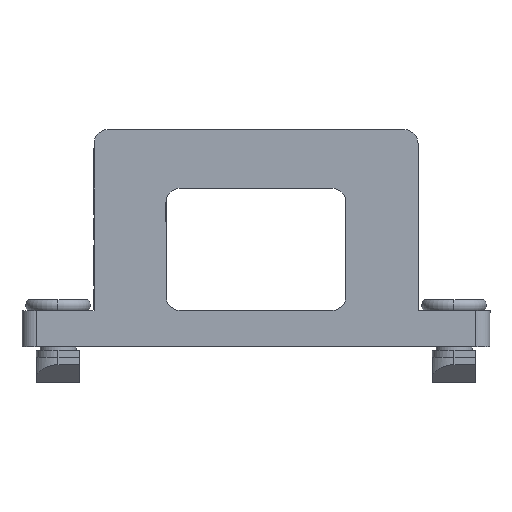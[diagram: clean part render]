
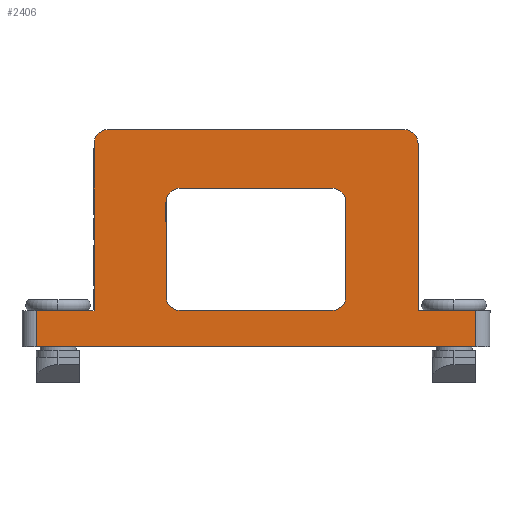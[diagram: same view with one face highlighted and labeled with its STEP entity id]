
A CAD part, front view. The second image highlights one B-rep face of the part: STEP entity #2406.
In plain terms, the highlighted planar face has unit normal (0, -1, 0).
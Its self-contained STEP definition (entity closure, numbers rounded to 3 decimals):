
#15 = DIRECTION ( 'NONE',  ( 0., 0., 1. ) ) ;
#95 = DIRECTION ( 'NONE',  ( 0., 0., -1. ) ) ;
#154 = DIRECTION ( 'NONE',  ( -1., 0., 0. ) ) ;
#184 = CARTESIAN_POINT ( 'NONE',  ( 33., 0., 28.175 ) ) ;
#201 = CIRCLE ( 'NONE', #317, 2. ) ;
#214 = DIRECTION ( 'NONE',  ( 0., 0., 1. ) ) ;
#317 = AXIS2_PLACEMENT_3D ( 'NONE', #2400, #1932, #875 ) ;
#337 = AXIS2_PLACEMENT_3D ( 'NONE', #1682, #488, #4944 ) ;
#344 = DIRECTION ( 'NONE',  ( -1., 0., 0. ) ) ;
#389 = DIRECTION ( 'NONE',  ( 0., 0., 1. ) ) ;
#444 = VECTOR ( 'NONE', #1035, 1000. ) ;
#488 = DIRECTION ( 'NONE',  ( 0., -1., 0. ) ) ;
#554 = VECTOR ( 'NONE', #3703, 1000. ) ;
#672 = ORIENTED_EDGE ( 'NONE', *, *, #1681, .F. ) ;
#754 = CARTESIAN_POINT ( 'NONE',  ( 35., 0., 28.175 ) ) ;
#813 = DIRECTION ( 'NONE',  ( 0., 1., 0. ) ) ;
#860 = CARTESIAN_POINT ( 'NONE',  ( -10., 0., 28.175 ) ) ;
#875 = DIRECTION ( 'NONE',  ( 0., 0., 1. ) ) ;
#900 = AXIS2_PLACEMENT_3D ( 'NONE', #5638, #813, #214 ) ;
#915 = CARTESIAN_POINT ( 'NONE',  ( 23., 0., 22. ) ) ;
#956 = DIRECTION ( 'NONE',  ( 0., 1., 0. ) ) ;
#1006 = VERTEX_POINT ( 'NONE', #3427 ) ;
#1035 = DIRECTION ( 'NONE',  ( -1., 0., 0. ) ) ;
#1084 = EDGE_CURVE ( 'NONE', #7000, #1205, #3326, .T. ) ;
#1205 = VERTEX_POINT ( 'NONE', #4606 ) ;
#1221 = DIRECTION ( 'NONE',  ( 0., 0., 1. ) ) ;
#1225 = VERTEX_POINT ( 'NONE', #2486 ) ;
#1235 = LINE ( 'NONE', #5083, #2847 ) ;
#1337 = VECTOR ( 'NONE', #5505, 1000. ) ;
#1354 = CARTESIAN_POINT ( 'NONE',  ( 0., 0., 5. ) ) ;
#1365 = AXIS2_PLACEMENT_3D ( 'NONE', #184, #6757, #6250 ) ;
#1413 = CARTESIAN_POINT ( 'NONE',  ( 0., 0., 20. ) ) ;
#1431 = CARTESIAN_POINT ( 'NONE',  ( 35., 0., 5. ) ) ;
#1499 = VECTOR ( 'NONE', #344, 1000. ) ;
#1580 = ORIENTED_EDGE ( 'NONE', *, *, #2115, .T. ) ;
#1653 = VERTEX_POINT ( 'NONE', #754 ) ;
#1681 = EDGE_CURVE ( 'NONE', #3425, #5488, #1235, .T. ) ;
#1682 = CARTESIAN_POINT ( 'NONE',  ( -8., 0., 28.175 ) ) ;
#1696 = FACE_BOUND ( 'NONE', #6696, .T. ) ;
#1766 = CARTESIAN_POINT ( 'NONE',  ( 25., 0., 0. ) ) ;
#1932 = DIRECTION ( 'NONE',  ( 0., 1., 0. ) ) ;
#2022 = VERTEX_POINT ( 'NONE', #4678 ) ;
#2062 = VERTEX_POINT ( 'NONE', #5711 ) ;
#2115 = EDGE_CURVE ( 'NONE', #4868, #1205, #3148, .T. ) ;
#2163 = VECTOR ( 'NONE', #389, 1000. ) ;
#2169 = DIRECTION ( 'NONE',  ( 0., 0., 1. ) ) ;
#2204 = VECTOR ( 'NONE', #6892, 1000. ) ;
#2268 = VERTEX_POINT ( 'NONE', #2744 ) ;
#2270 = EDGE_CURVE ( 'NONE', #3035, #5488, #5248, .T. ) ;
#2287 = VERTEX_POINT ( 'NONE', #5032 ) ;
#2331 = LINE ( 'NONE', #5021, #4223 ) ;
#2338 = PLANE ( 'NONE',  #3642 ) ;
#2379 = VECTOR ( 'NONE', #6352, 1000. ) ;
#2400 = CARTESIAN_POINT ( 'NONE',  ( 2., 0., 7. ) ) ;
#2406 = ADVANCED_FACE ( 'NONE', ( #1696, #6673 ), #2338, .F. ) ;
#2449 = VERTEX_POINT ( 'NONE', #3520 ) ;
#2486 = CARTESIAN_POINT ( 'NONE',  ( 0., 0., 7. ) ) ;
#2521 = LINE ( 'NONE', #3432, #2204 ) ;
#2631 = EDGE_CURVE ( 'NONE', #2287, #1006, #5318, .T. ) ;
#2737 = EDGE_CURVE ( 'NONE', #7000, #5884, #2331, .T. ) ;
#2744 = CARTESIAN_POINT ( 'NONE',  ( 23., 0., 5. ) ) ;
#2775 = ORIENTED_EDGE ( 'NONE', *, *, #4662, .T. ) ;
#2799 = CARTESIAN_POINT ( 'NONE',  ( 25., 0., 5. ) ) ;
#2807 = ORIENTED_EDGE ( 'NONE', *, *, #2838, .F. ) ;
#2838 = EDGE_CURVE ( 'NONE', #3035, #1225, #5161, .T. ) ;
#2847 = VECTOR ( 'NONE', #154, 1000. ) ;
#2855 = EDGE_CURVE ( 'NONE', #5459, #1225, #201, .T. ) ;
#2942 = CARTESIAN_POINT ( 'NONE',  ( 25., 0., 0. ) ) ;
#3035 = VERTEX_POINT ( 'NONE', #1413 ) ;
#3085 = VECTOR ( 'NONE', #3551, 1000. ) ;
#3148 = LINE ( 'NONE', #4607, #2379 ) ;
#3310 = AXIS2_PLACEMENT_3D ( 'NONE', #7074, #4321, #2169 ) ;
#3326 = LINE ( 'NONE', #4999, #1337 ) ;
#3407 = LINE ( 'NONE', #2942, #4820 ) ;
#3425 = VERTEX_POINT ( 'NONE', #915 ) ;
#3427 = CARTESIAN_POINT ( 'NONE',  ( 43., 0., 5. ) ) ;
#3432 = CARTESIAN_POINT ( 'NONE',  ( 0., 0., 5. ) ) ;
#3520 = CARTESIAN_POINT ( 'NONE',  ( 25., 0., 7. ) ) ;
#3538 = EDGE_CURVE ( 'NONE', #2449, #2062, #4943, .T. ) ;
#3551 = DIRECTION ( 'NONE',  ( 0., 0., -1. ) ) ;
#3588 = ORIENTED_EDGE ( 'NONE', *, *, #5961, .T. ) ;
#3619 = DIRECTION ( 'NONE',  ( 0., 0., 1. ) ) ;
#3634 = ORIENTED_EDGE ( 'NONE', *, *, #4202, .T. ) ;
#3642 = AXIS2_PLACEMENT_3D ( 'NONE', #1766, #5067, #1221 ) ;
#3667 = ORIENTED_EDGE ( 'NONE', *, *, #4429, .T. ) ;
#3703 = DIRECTION ( 'NONE',  ( 0., 0., -1. ) ) ;
#3844 = ORIENTED_EDGE ( 'NONE', *, *, #6144, .F. ) ;
#4007 = VERTEX_POINT ( 'NONE', #4608 ) ;
#4109 = VECTOR ( 'NONE', #15, 1000. ) ;
#4202 = EDGE_CURVE ( 'NONE', #3425, #2062, #6634, .T. ) ;
#4223 = VECTOR ( 'NONE', #95, 1000. ) ;
#4269 = ORIENTED_EDGE ( 'NONE', *, *, #2270, .T. ) ;
#4321 = DIRECTION ( 'NONE',  ( 0., 1., 0. ) ) ;
#4382 = EDGE_CURVE ( 'NONE', #1653, #5806, #5319, .T. ) ;
#4429 = EDGE_CURVE ( 'NONE', #2022, #4007, #7067, .T. ) ;
#4606 = CARTESIAN_POINT ( 'NONE',  ( -10., 0., 5. ) ) ;
#4607 = CARTESIAN_POINT ( 'NONE',  ( -10., 0., 30.175 ) ) ;
#4608 = CARTESIAN_POINT ( 'NONE',  ( -8., 0., 30.175 ) ) ;
#4637 = ORIENTED_EDGE ( 'NONE', *, *, #6107, .T. ) ;
#4662 = EDGE_CURVE ( 'NONE', #2449, #2268, #4806, .T. ) ;
#4674 = ORIENTED_EDGE ( 'NONE', *, *, #2631, .T. ) ;
#4678 = CARTESIAN_POINT ( 'NONE',  ( 33., 0., 30.175 ) ) ;
#4698 = CARTESIAN_POINT ( 'NONE',  ( 35., 0., 5. ) ) ;
#4806 = CIRCLE ( 'NONE', #6285, 2. ) ;
#4820 = VECTOR ( 'NONE', #5118, 1000. ) ;
#4840 = LINE ( 'NONE', #4698, #1499 ) ;
#4868 = VERTEX_POINT ( 'NONE', #860 ) ;
#4901 = EDGE_CURVE ( 'NONE', #1653, #2022, #5152, .T. ) ;
#4917 = EDGE_LOOP ( 'NONE', ( #5527, #6678, #3844, #4674, #3588, #5880, #6259, #3667, #4637, #1580 ) ) ;
#4921 = CARTESIAN_POINT ( 'NONE',  ( 2., 0., 22. ) ) ;
#4923 = ORIENTED_EDGE ( 'NONE', *, *, #3538, .F. ) ;
#4943 = LINE ( 'NONE', #2799, #4109 ) ;
#4944 = DIRECTION ( 'NONE',  ( 0., 0., 1. ) ) ;
#4999 = CARTESIAN_POINT ( 'NONE',  ( -10., 0., 5. ) ) ;
#5021 = CARTESIAN_POINT ( 'NONE',  ( -18., 0., 0. ) ) ;
#5032 = CARTESIAN_POINT ( 'NONE',  ( 43., 0., 0. ) ) ;
#5067 = DIRECTION ( 'NONE',  ( 0., 1., 0. ) ) ;
#5083 = CARTESIAN_POINT ( 'NONE',  ( 0., 0., 22. ) ) ;
#5118 = DIRECTION ( 'NONE',  ( -1., 0., 0. ) ) ;
#5152 = CIRCLE ( 'NONE', #1365, 2. ) ;
#5161 = LINE ( 'NONE', #1354, #3085 ) ;
#5240 = CARTESIAN_POINT ( 'NONE',  ( 2., 0., 5. ) ) ;
#5248 = CIRCLE ( 'NONE', #3310, 2. ) ;
#5310 = CARTESIAN_POINT ( 'NONE',  ( 23., 0., 7. ) ) ;
#5318 = LINE ( 'NONE', #5918, #2163 ) ;
#5319 = LINE ( 'NONE', #6418, #554 ) ;
#5459 = VERTEX_POINT ( 'NONE', #5240 ) ;
#5488 = VERTEX_POINT ( 'NONE', #4921 ) ;
#5491 = CARTESIAN_POINT ( 'NONE',  ( 25., 0., 30.175 ) ) ;
#5505 = DIRECTION ( 'NONE',  ( 1., 0., 0. ) ) ;
#5527 = ORIENTED_EDGE ( 'NONE', *, *, #1084, .F. ) ;
#5638 = CARTESIAN_POINT ( 'NONE',  ( 23., 0., 20. ) ) ;
#5711 = CARTESIAN_POINT ( 'NONE',  ( 25., 0., 20. ) ) ;
#5806 = VERTEX_POINT ( 'NONE', #1431 ) ;
#5880 = ORIENTED_EDGE ( 'NONE', *, *, #4382, .F. ) ;
#5884 = VERTEX_POINT ( 'NONE', #6303 ) ;
#5918 = CARTESIAN_POINT ( 'NONE',  ( 43., 0., 5. ) ) ;
#5961 = EDGE_CURVE ( 'NONE', #1006, #5806, #4840, .T. ) ;
#5962 = CIRCLE ( 'NONE', #337, 2. ) ;
#6107 = EDGE_CURVE ( 'NONE', #4007, #4868, #5962, .T. ) ;
#6144 = EDGE_CURVE ( 'NONE', #2287, #5884, #3407, .T. ) ;
#6250 = DIRECTION ( 'NONE',  ( 0., 0., 1. ) ) ;
#6259 = ORIENTED_EDGE ( 'NONE', *, *, #4901, .T. ) ;
#6285 = AXIS2_PLACEMENT_3D ( 'NONE', #5310, #956, #3619 ) ;
#6303 = CARTESIAN_POINT ( 'NONE',  ( -18., 0., 0. ) ) ;
#6352 = DIRECTION ( 'NONE',  ( 0., 0., -1. ) ) ;
#6398 = CARTESIAN_POINT ( 'NONE',  ( -18., 0., 5. ) ) ;
#6418 = CARTESIAN_POINT ( 'NONE',  ( 35., 0., 30.175 ) ) ;
#6498 = EDGE_CURVE ( 'NONE', #5459, #2268, #2521, .T. ) ;
#6581 = ORIENTED_EDGE ( 'NONE', *, *, #2855, .T. ) ;
#6634 = CIRCLE ( 'NONE', #900, 2. ) ;
#6673 = FACE_OUTER_BOUND ( 'NONE', #4917, .T. ) ;
#6678 = ORIENTED_EDGE ( 'NONE', *, *, #2737, .T. ) ;
#6696 = EDGE_LOOP ( 'NONE', ( #6778, #6581, #2807, #4269, #672, #3634, #4923, #2775 ) ) ;
#6757 = DIRECTION ( 'NONE',  ( 0., -1., 0. ) ) ;
#6778 = ORIENTED_EDGE ( 'NONE', *, *, #6498, .F. ) ;
#6892 = DIRECTION ( 'NONE',  ( 1., 0., 0. ) ) ;
#7000 = VERTEX_POINT ( 'NONE', #6398 ) ;
#7067 = LINE ( 'NONE', #5491, #444 ) ;
#7074 = CARTESIAN_POINT ( 'NONE',  ( 2., 0., 20. ) ) ;
